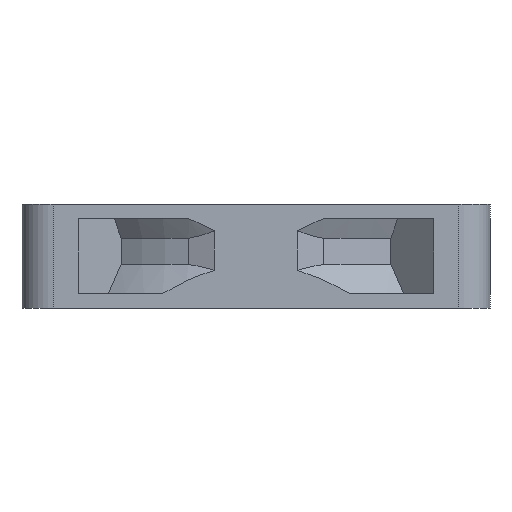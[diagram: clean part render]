
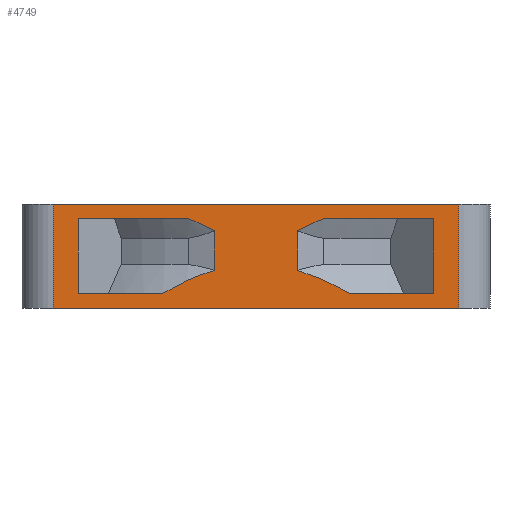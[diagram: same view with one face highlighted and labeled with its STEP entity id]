
A CAD part, left-side view. The second image highlights one B-rep face of the part: STEP entity #4749.
In plain terms, the highlighted planar face has unit normal (-1, 0, 0).
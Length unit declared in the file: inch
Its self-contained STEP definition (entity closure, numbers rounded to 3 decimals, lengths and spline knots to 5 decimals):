
#212=CARTESIAN_POINT('',(-22.5,-4.,0.73771));
#502=DIRECTION('',(0.,0.,1.));
#503=VECTOR('',#502,7.21041);
#504=CARTESIAN_POINT('',(-22.5,17.08853,-5.31041));
#505=LINE('',#504,#503);
#506=DIRECTION('',(0.,-1.,0.));
#507=VECTOR('',#506,8.12424);
#508=CARTESIAN_POINT('',(-22.5,-8.96428,-5.31041));
#509=LINE('',#508,#507);
#510=DIRECTION('',(0.,0.,1.));
#511=VECTOR('',#510,7.21041);
#512=CARTESIAN_POINT('',(-22.5,-17.08853,-5.31041));
#513=LINE('',#512,#511);
#514=DIRECTION('',(0.,-1.,0.));
#515=VECTOR('',#514,10.62993);
#516=CARTESIAN_POINT('',(-22.5,-6.4586,1.9));
#517=LINE('',#516,#515);
#518=CARTESIAN_POINT('',(-22.5,-4.,0.73771));
#519=CARTESIAN_POINT('',(-22.5,-4.39107,0.88085));
#520=CARTESIAN_POINT('',(-22.5,-5.19277,1.21504));
#521=CARTESIAN_POINT('',(-22.5,-6.03119,1.65341));
#522=CARTESIAN_POINT('',(-22.5,-6.4586,1.9));
#524=CARTESIAN_POINT('',(-22.5,-4.,-3.08472));
#525=CARTESIAN_POINT('',(-22.5,-4.51225,-3.23068));
#526=CARTESIAN_POINT('',(-22.5,-5.56417,-3.58534));
#527=CARTESIAN_POINT('',(-22.5,-7.20407,-4.3123));
#528=CARTESIAN_POINT('',(-22.5,-8.36848,-4.95143));
#529=CARTESIAN_POINT('',(-22.5,-8.96428,-5.31041));
#531=DIRECTION('',(0.,-1.,0.));
#532=VECTOR('',#531,10.62993);
#533=CARTESIAN_POINT('',(-22.5,17.08853,1.9));
#534=LINE('',#533,#532);
#535=DIRECTION('',(0.,-1.,0.));
#536=VECTOR('',#535,8.12424);
#537=CARTESIAN_POINT('',(-22.5,17.08853,-5.31041));
#538=LINE('',#537,#536);
#539=CARTESIAN_POINT('',(-22.5,8.96428,-5.31041));
#540=CARTESIAN_POINT('',(-22.5,8.36871,-4.95157));
#541=CARTESIAN_POINT('',(-22.5,7.20462,-4.31258));
#542=CARTESIAN_POINT('',(-22.5,5.56452,-3.58547));
#543=CARTESIAN_POINT('',(-22.5,4.5124,-3.23072));
#544=CARTESIAN_POINT('',(-22.5,4.,-3.08472));
#546=CARTESIAN_POINT('',(-22.5,6.4586,1.9));
#547=CARTESIAN_POINT('',(-22.5,6.03176,1.65374));
#548=CARTESIAN_POINT('',(-22.5,5.19396,1.2156));
#549=CARTESIAN_POINT('',(-22.5,4.39169,0.88107));
#550=CARTESIAN_POINT('',(-22.5,4.,0.73771));
#552=DIRECTION('',(0.,0.,-1.));
#553=VECTOR('',#552,10.);
#554=CARTESIAN_POINT('',(-22.5,19.5,3.3));
#555=LINE('',#554,#553);
#556=DIRECTION('',(0.,0.,-1.));
#557=VECTOR('',#556,10.);
#558=CARTESIAN_POINT('',(-22.5,-19.5,3.3));
#559=LINE('',#558,#557);
#572=CARTESIAN_POINT('',(-22.5,-4.,-3.08472));
#728=DIRECTION('',(0.,0.,1.));
#729=VECTOR('',#728,3.82243);
#730=CARTESIAN_POINT('',(-22.5,-4.,-3.08472));
#731=LINE('',#730,#729);
#907=DIRECTION('',(0.,-1.,0.));
#908=VECTOR('',#907,39.);
#909=CARTESIAN_POINT('',(-22.5,19.5,-6.7));
#910=LINE('',#909,#908);
#1466=DIRECTION('',(0.,1.,0.));
#1467=VECTOR('',#1466,39.);
#1468=CARTESIAN_POINT('',(-22.5,-19.5,3.3));
#1469=LINE('',#1468,#1467);
#3153=DIRECTION('',(0.,0.,1.));
#3154=VECTOR('',#3153,3.82243);
#3155=CARTESIAN_POINT('',(-22.5,4.,-3.08472));
#3156=LINE('',#3155,#3154);
#3184=VERTEX_POINT('',#212);
#3185=VERTEX_POINT('',#572);
#3186=VERTEX_POINT('',#522);
#3187=VERTEX_POINT('',#529);
#3192=CARTESIAN_POINT('',(-22.5,4.,-3.08472));
#3193=CARTESIAN_POINT('',(-22.5,4.,0.73771));
#3194=VERTEX_POINT('',#3192);
#3195=VERTEX_POINT('',#3193);
#3214=VERTEX_POINT('',#546);
#3215=VERTEX_POINT('',#539);
#3231=CARTESIAN_POINT('',(-22.5,17.08853,1.9));
#3233=VERTEX_POINT('',#3231);
#3247=CARTESIAN_POINT('',(-22.5,17.08853,-5.31041));
#3248=VERTEX_POINT('',#3247);
#3250=CARTESIAN_POINT('',(-22.5,-17.08853,1.9));
#3252=VERTEX_POINT('',#3250);
#3266=CARTESIAN_POINT('',(-22.5,-17.08853,-5.31041));
#3268=VERTEX_POINT('',#3266);
#3297=CARTESIAN_POINT('',(-22.5,19.5,-6.7));
#3299=VERTEX_POINT('',#3297);
#3303=CARTESIAN_POINT('',(-22.5,19.5,3.3));
#3304=VERTEX_POINT('',#3303);
#3306=CARTESIAN_POINT('',(-22.5,-19.5,-6.7));
#3308=VERTEX_POINT('',#3306);
#3309=CARTESIAN_POINT('',(-22.5,-19.5,3.3));
#3310=VERTEX_POINT('',#3309);
#4714=CARTESIAN_POINT('',(-22.5,22.5,-6.7));
#4715=DIRECTION('',(1.,0.,0.));
#4716=DIRECTION('',(0.,-1.,0.));
#4717=AXIS2_PLACEMENT_3D('',#4714,#4715,#4716);
#4718=PLANE('',#4717);
#4720=ORIENTED_EDGE('',*,*,#4719,.F.);
#4722=ORIENTED_EDGE('',*,*,#4721,.F.);
#4724=ORIENTED_EDGE('',*,*,#4723,.T.);
#4726=ORIENTED_EDGE('',*,*,#4725,.F.);
#4727=EDGE_LOOP('',(#4720,#4722,#4724,#4726));
#4728=FACE_OUTER_BOUND('',#4727,.F.);
#4729=ORIENTED_EDGE('',*,*,#4172,.F.);
#4730=ORIENTED_EDGE('',*,*,#4709,.F.);
#4731=ORIENTED_EDGE('',*,*,#4581,.T.);
#4732=ORIENTED_EDGE('',*,*,#4126,.T.);
#4734=ORIENTED_EDGE('',*,*,#4733,.T.);
#4735=ORIENTED_EDGE('',*,*,#4315,.F.);
#4736=EDGE_LOOP('',(#4729,#4730,#4731,#4732,#4734,#4735));
#4737=FACE_BOUND('',#4736,.F.);
#4738=ORIENTED_EDGE('',*,*,#4593,.T.);
#4740=ORIENTED_EDGE('',*,*,#4739,.T.);
#4741=ORIENTED_EDGE('',*,*,#4188,.F.);
#4742=ORIENTED_EDGE('',*,*,#4335,.F.);
#4744=ORIENTED_EDGE('',*,*,#4743,.F.);
#4746=ORIENTED_EDGE('',*,*,#4745,.T.);
#4747=EDGE_LOOP('',(#4738,#4740,#4741,#4742,#4744,#4746));
#4748=FACE_BOUND('',#4747,.F.);
#4749=ADVANCED_FACE('',(#4728,#4737,#4748),#4718,.F.);
#523=B_SPLINE_CURVE_WITH_KNOTS('',3,(#518,#519,#520,#521,#522),.UNSPECIFIED.,
.F.,.F.,(4,1,4),(0.,0.5,1.),.UNSPECIFIED.);
#530=B_SPLINE_CURVE_WITH_KNOTS('',3,(#524,#525,#526,#527,#528,#529),
.UNSPECIFIED.,.F.,.F.,(4,1,1,4),(0.,0.33333,0.66667,1.),
.UNSPECIFIED.);
#545=B_SPLINE_CURVE_WITH_KNOTS('',3,(#539,#540,#541,#542,#543,#544),
.UNSPECIFIED.,.F.,.F.,(4,1,1,4),(0.,0.33333,0.66667,1.),
.UNSPECIFIED.);
#551=B_SPLINE_CURVE_WITH_KNOTS('',3,(#546,#547,#548,#549,#550),.UNSPECIFIED.,
.F.,.F.,(4,1,4),(0.,0.5,1.),.UNSPECIFIED.);
#4126=EDGE_CURVE('',#3215,#3194,#545,.T.);
#4172=EDGE_CURVE('',#3233,#3214,#534,.T.);
#4188=EDGE_CURVE('',#3186,#3252,#517,.T.);
#4315=EDGE_CURVE('',#3214,#3195,#551,.T.);
#4335=EDGE_CURVE('',#3184,#3186,#523,.T.);
#4581=EDGE_CURVE('',#3248,#3215,#538,.T.);
#4593=EDGE_CURVE('',#3187,#3268,#509,.T.);
#4709=EDGE_CURVE('',#3248,#3233,#505,.T.);
#4719=EDGE_CURVE('',#3304,#3299,#555,.T.);
#4721=EDGE_CURVE('',#3310,#3304,#1469,.T.);
#4723=EDGE_CURVE('',#3310,#3308,#559,.T.);
#4725=EDGE_CURVE('',#3299,#3308,#910,.T.);
#4733=EDGE_CURVE('',#3194,#3195,#3156,.T.);
#4739=EDGE_CURVE('',#3268,#3252,#513,.T.);
#4743=EDGE_CURVE('',#3185,#3184,#731,.T.);
#4745=EDGE_CURVE('',#3185,#3187,#530,.T.);
